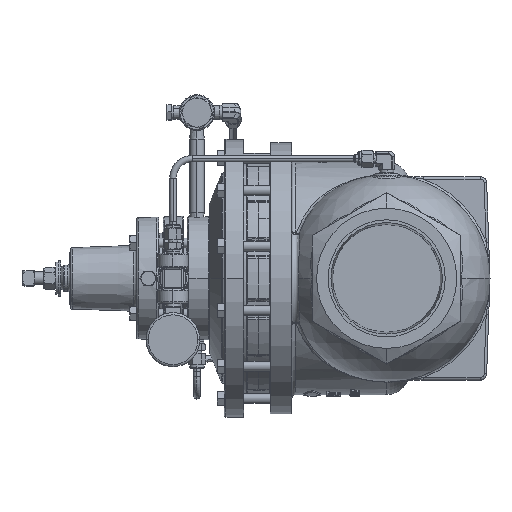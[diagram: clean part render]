
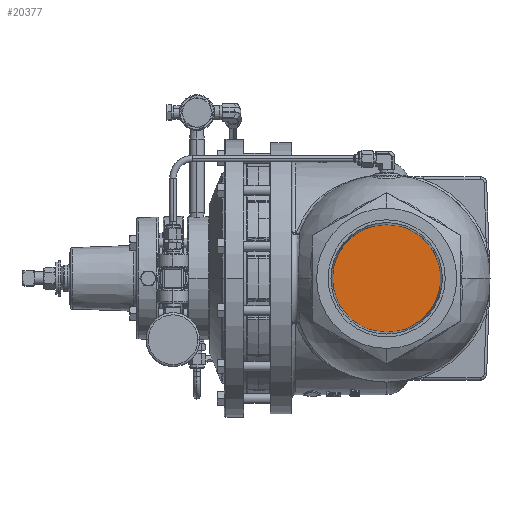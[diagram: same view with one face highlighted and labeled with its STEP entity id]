
A CAD part, left-side view. The second image highlights one B-rep face of the part: STEP entity #20377.
In plain terms, the highlighted planar face has unit normal (-1, 0, 0).
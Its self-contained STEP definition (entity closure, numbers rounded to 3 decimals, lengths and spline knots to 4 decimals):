
#4257 = FACE_OUTER_BOUND ( 'NONE', #103652, .T. ) ;
#10002 = VERTEX_POINT ( 'NONE', #74259 ) ;
#15590 = ORIENTED_EDGE ( 'NONE', *, *, #64822, .T. ) ;
#16830 = CARTESIAN_POINT ( 'NONE',  ( -5.7671, 0., 0. ) ) ;
#18939 = DIRECTION ( 'NONE',  ( 0., 0., 1. ) ) ;
#20377 = ADVANCED_FACE ( 'NONE', ( #4257 ), #27706, .T. ) ;
#24867 = AXIS2_PLACEMENT_3D ( 'NONE', #76012, #37252, #18939 ) ;
#25393 = AXIS2_PLACEMENT_3D ( 'NONE', #116257, #68541, #88316 ) ;
#27489 = AXIS2_PLACEMENT_3D ( 'NONE', #16830, #45468, #73908 ) ;
#27706 = PLANE ( 'NONE',  #24867 ) ;
#36338 = VERTEX_POINT ( 'NONE', #102060 ) ;
#37252 = DIRECTION ( 'NONE',  ( -1., 0., 0. ) ) ;
#45468 = DIRECTION ( 'NONE',  ( -1., 0., 0. ) ) ;
#48034 = ORIENTED_EDGE ( 'NONE', *, *, #95502, .T. ) ;
#53356 = CIRCLE ( 'NONE', #27489, 2.0914 ) ;
#64822 = EDGE_CURVE ( 'NONE', #36338, #10002, #95482, .T. ) ;
#68541 = DIRECTION ( 'NONE',  ( -1., 0., 0. ) ) ;
#73908 = DIRECTION ( 'NONE',  ( 0., 0., 1. ) ) ;
#74259 = CARTESIAN_POINT ( 'NONE',  ( -5.7671, 0., 2.0914 ) ) ;
#76012 = CARTESIAN_POINT ( 'NONE',  ( -5.7671, 0., 0. ) ) ;
#88316 = DIRECTION ( 'NONE',  ( 0., 0., 1. ) ) ;
#95482 = CIRCLE ( 'NONE', #25393, 2.0914 ) ;
#95502 = EDGE_CURVE ( 'NONE', #10002, #36338, #53356, .T. ) ;
#102060 = CARTESIAN_POINT ( 'NONE',  ( -5.7671, 0., -2.0914 ) ) ;
#103652 = EDGE_LOOP ( 'NONE', ( #15590, #48034 ) ) ;
#116257 = CARTESIAN_POINT ( 'NONE',  ( -5.7671, 0., 0. ) ) ;
